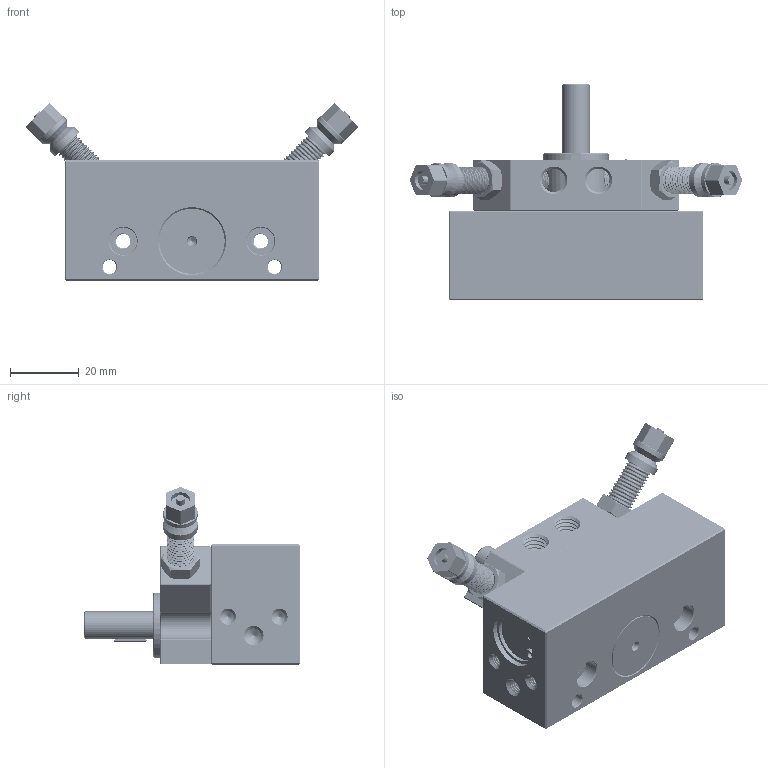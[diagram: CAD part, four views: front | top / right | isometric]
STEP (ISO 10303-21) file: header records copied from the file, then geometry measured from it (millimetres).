
FILE_DESCRIPTION(/* description */ (''),/* implementation_level */ '2;1');
FILE_NAME(/* name */ '43a7714d-6d11-4241-8b63-b5a292fc1207.stp',/* time_stamp */ '2021-10-22T06:56:15+00:00',/* author */ (''),/* organization */ (''),/* preprocessor_version */ 'ST-DEVELOPER v18.1',/* originating_system */ 'Autodesk Translation Framework v10.10.0.1391',/* authorisation */ '');
FILE_SCHEMA (('AUTOMOTIVE_DESIGN { 1 0 10303 214 3 1 1 }'));
Products named in the file (12): MD 12/90 B; Body_part_1; Retaining_ring_16; Rod; Woodruff_key_2x3,7; AS 08/40; AS 08/40_1; Screw_M8; Hex_nut_M8; Body_part_2; Pin_4; Socket_head_screw_M4
Assembly tree (16 placements, depth 3):
  MD 12/90 B
    Retaining_ring_16  x2
    Body_part_1
    Rod
    Woodruff_key_2x3,7
    AS 08/40
      Screw_M8
      Hex_nut_M8
    AS 08/40_1
      Screw_M8
      Hex_nut_M8
    Body_part_2
    Pin_4  x2
    Socket_head_screw_M4  x2
Bounding box: 96.56 x 62.9 x 51.63 mm (x, y, z)
Volume: 88398.9 mm3; surface area: 35569 mm2
Topology: 16 solids, 16 shells, 1604 faces, 4511 edges, 2939 vertices
Faces by surface type: cylinder 993, bspline 249, plane 245, cone 107, sphere 8, torus 2
Full cylindrical faces by diameter (mm): 1.7 x4, 2.5 x3, 3.091 x36, 3.332 x51, 4 x46, 4.109 x26, 4.234 x50, 5.12 x29, 5.5 x4, 6.744 x32, 6.779 x11, 7 x2, 7.035 x4, 7.8 x2, 7.884 x52, 8 x5, 8.147 x2, 8.17 x6, 10 x4, 16 x2, 19 x3
Entity records: 92021 total; most frequent: CARTESIAN_POINT 61597, ORIENTED_EDGE 7752, DIRECTION 3997, EDGE_CURVE 3876, VERTEX_POINT 2537, B_SPLINE_CURVE_WITH_KNOTS 2510, AXIS2_PLACEMENT_3D 1527, EDGE_LOOP 1447
